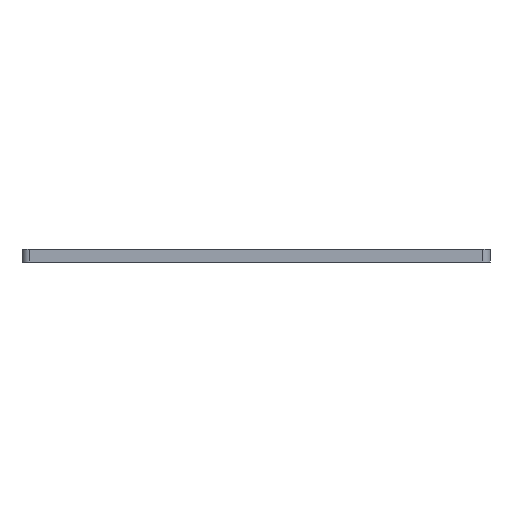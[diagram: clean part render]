
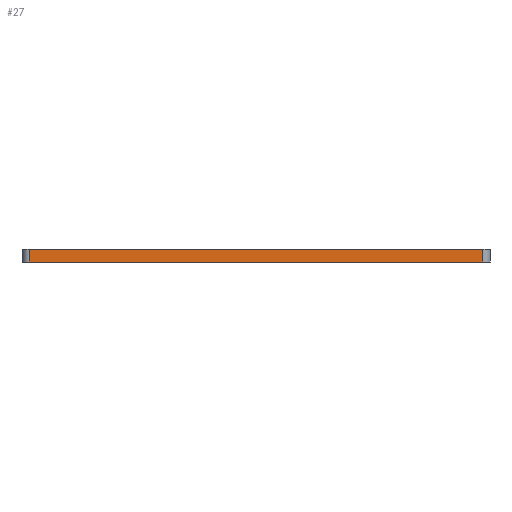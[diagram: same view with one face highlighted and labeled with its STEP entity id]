
A CAD part, top view. The second image highlights one B-rep face of the part: STEP entity #27.
In plain terms, the highlighted planar face has unit normal (0, 0, 1).
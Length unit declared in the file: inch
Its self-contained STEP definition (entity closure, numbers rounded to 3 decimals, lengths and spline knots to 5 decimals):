
#16 = CARTESIAN_POINT ( 'NONE',  ( 0.126, 0.22, 0. ) ) ;
#27 = ADVANCED_FACE ( 'NONE', ( #852 ), #394, .F. ) ;
#36 = VECTOR ( 'NONE', #711, 39.37008 ) ;
#54 = DIRECTION ( 'NONE',  ( 0., 0., -1. ) ) ;
#58 = DIRECTION ( 'NONE',  ( 0., 1., 0. ) ) ;
#61 = CARTESIAN_POINT ( 'NONE',  ( 0., 0.22, 0. ) ) ;
#91 = EDGE_CURVE ( 'NONE', #245, #171, #801, .T. ) ;
#95 = CARTESIAN_POINT ( 'NONE',  ( 0., 0., 0. ) ) ;
#171 = VERTEX_POINT ( 'NONE', #289 ) ;
#209 = EDGE_LOOP ( 'NONE', ( #802, #415, #319, #662 ) ) ;
#212 = DIRECTION ( 'NONE',  ( 0., -1., 0. ) ) ;
#235 = LINE ( 'NONE', #768, #36 ) ;
#245 = VERTEX_POINT ( 'NONE', #487 ) ;
#254 = CARTESIAN_POINT ( 'NONE',  ( 7.874, 0.22, 0. ) ) ;
#274 = LINE ( 'NONE', #16, #522 ) ;
#280 = CARTESIAN_POINT ( 'NONE',  ( 0.126, 0., 0. ) ) ;
#281 = EDGE_CURVE ( 'NONE', #776, #573, #274, .T. ) ;
#289 = CARTESIAN_POINT ( 'NONE',  ( 7.874, 0.22, 0. ) ) ;
#298 = CARTESIAN_POINT ( 'NONE',  ( 0.126, 0.22, 0. ) ) ;
#315 = EDGE_CURVE ( 'NONE', #776, #171, #235, .T. ) ;
#319 = ORIENTED_EDGE ( 'NONE', *, *, #315, .F. ) ;
#352 = DIRECTION ( 'NONE',  ( 1., 0., 0. ) ) ;
#364 = LINE ( 'NONE', #95, #749 ) ;
#391 = DIRECTION ( 'NONE',  ( -1., 0., 0. ) ) ;
#394 = PLANE ( 'NONE',  #767 ) ;
#415 = ORIENTED_EDGE ( 'NONE', *, *, #91, .T. ) ;
#478 = VECTOR ( 'NONE', #58, 39.37008 ) ;
#487 = CARTESIAN_POINT ( 'NONE',  ( 7.874, 0., 0. ) ) ;
#522 = VECTOR ( 'NONE', #212, 39.37008 ) ;
#573 = VERTEX_POINT ( 'NONE', #280 ) ;
#662 = ORIENTED_EDGE ( 'NONE', *, *, #281, .T. ) ;
#711 = DIRECTION ( 'NONE',  ( 1., 0., 0. ) ) ;
#749 = VECTOR ( 'NONE', #352, 39.37008 ) ;
#767 = AXIS2_PLACEMENT_3D ( 'NONE', #61, #54, #391 ) ;
#768 = CARTESIAN_POINT ( 'NONE',  ( 0., 0.22, 0. ) ) ;
#769 = EDGE_CURVE ( 'NONE', #573, #245, #364, .T. ) ;
#776 = VERTEX_POINT ( 'NONE', #298 ) ;
#801 = LINE ( 'NONE', #254, #478 ) ;
#802 = ORIENTED_EDGE ( 'NONE', *, *, #769, .T. ) ;
#852 = FACE_OUTER_BOUND ( 'NONE', #209, .T. ) ;
